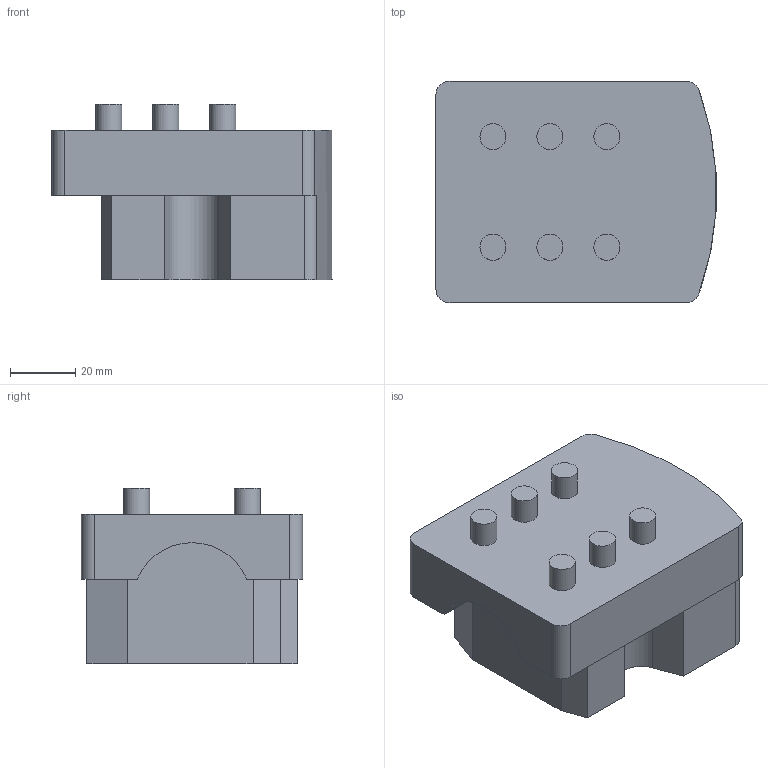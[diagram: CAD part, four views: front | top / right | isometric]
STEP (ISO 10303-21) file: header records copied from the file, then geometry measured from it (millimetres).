
FILE_DESCRIPTION((''),'1');
FILE_NAME('BWN200FB.stp','2022-09-27T04:51:13',(''),(''),'Spatial Interop R21 SP3','Kubotek KeyCreator 2011 V10.0.2 (22737)',' ');
FILE_SCHEMA(('automotive_design'));
Length unit declared in the file: millimetre
Products named in the file (1): 240[2]
Bounding box: 86.05 x 68 x 54 mm (x, y, z)
Volume: 191120 mm3; surface area: 31933.9 mm2
Topology: 1 solids, 1 shells, 68 faces, 168 edges, 112 vertices
Faces by surface type: plane 40, cylinder 28
Full cylindrical faces by diameter (mm): 8 x6
Entity records: 3654 total; most frequent: DIRECTION 358, CARTESIAN_POINT 343, ORIENTED_EDGE 324, PRESENTATION_STYLE_ASSIGNMENT 300, COLOUR_RGB 300, STYLED_ITEM 231, CURVE_STYLE 231, DRAUGHTING_PRE_DEFINED_CURVE_FONT 231
